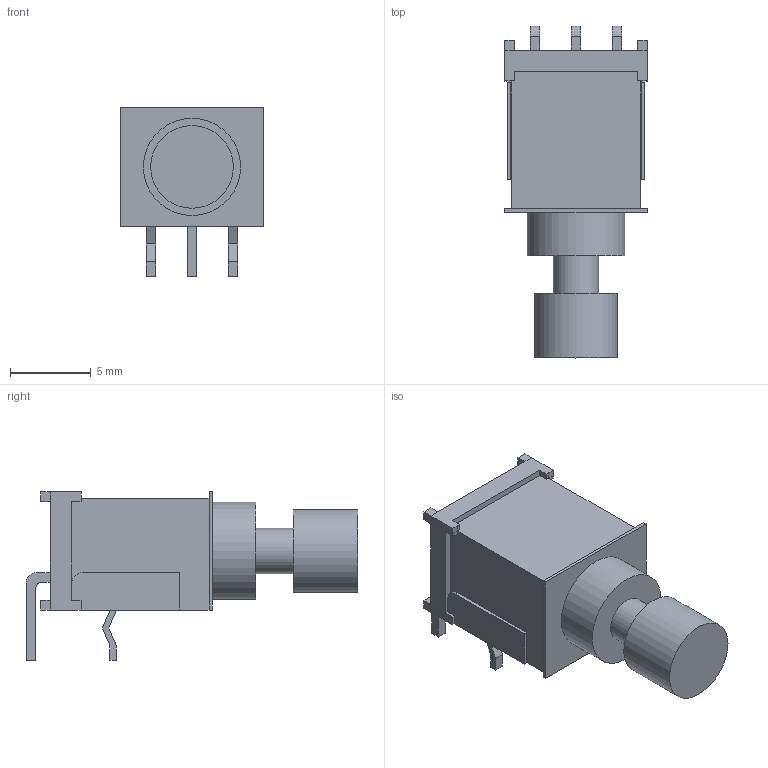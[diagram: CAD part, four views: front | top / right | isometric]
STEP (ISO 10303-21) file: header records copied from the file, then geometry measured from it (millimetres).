
FILE_DESCRIPTION(('FreeCAD Model'),'2;1');
FILE_NAME('SW_NKK_BB15AH.step', '2018-08-02T00:11:43',('kicad StepUp'),('ksu MCAD'), 'Open CASCADE STEP processor 6.8','FreeCAD','Unknown');
FILE_SCHEMA(('AUTOMOTIVE_DESIGN_CC2 { 1 2 10303 214 -1 1 5 4 }'));
Length unit declared in the file: millimetre
Products named in the file (1): SW_NKK_BB15AH
Bounding box: 8.8 x 20.5 x 10.4 mm (x, y, z)
Volume: 753.5 mm3; surface area: 742.7 mm2
Topology: 1 solids, 1 shells, 118 faces, 306 edges, 198 vertices
Faces by surface type: plane 107, cylinder 11
Full cylindrical faces by diameter (mm): 2.8 x1, 5.1 x1, 6 x1
Entity records: 2449 total; most frequent: ORIENTED_EDGE 480, EDGE_CURVE 306, CARTESIAN_POINT 273, LINE 269, VERTEX_POINT 198, AXIS2_PLACEMENT_3D 133, FACE_BOUND 126, EDGE_LOOP 126
